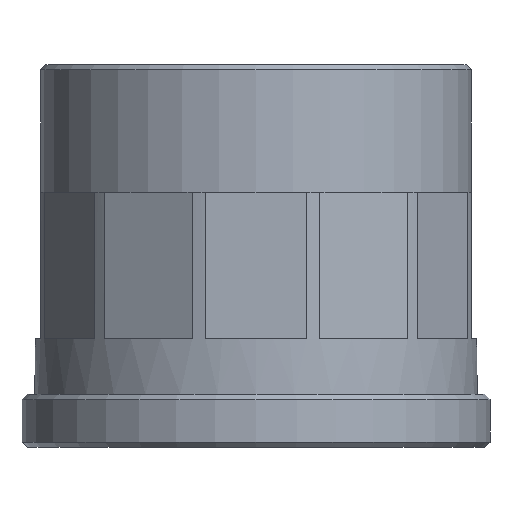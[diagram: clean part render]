
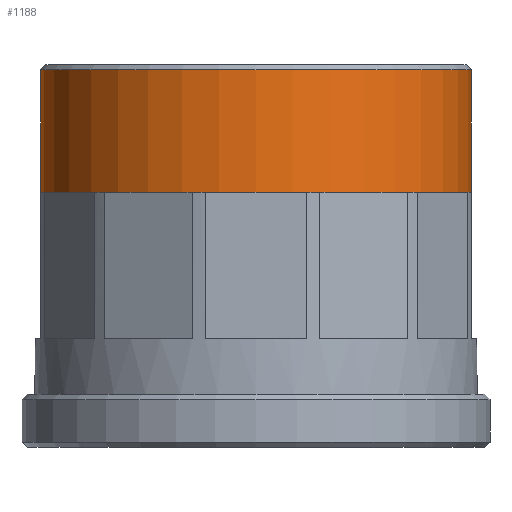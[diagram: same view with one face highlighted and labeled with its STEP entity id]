
A CAD part, front view. The second image highlights one B-rep face of the part: STEP entity #1188.
In plain terms, the highlighted cylindrical face has radius 20.25 mm (diameter 40.5 mm), a full revolution.
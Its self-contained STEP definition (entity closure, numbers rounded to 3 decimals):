
#84=FACE_OUTER_BOUND('',#155,.T.);
#155=EDGE_LOOP('',(#851,#852,#853,#854,#855,#856,#857,#858,#859,#860,#861,
#862,#863,#864,#865,#866));
#261=CIRCLE('',#1280,20.25);
#262=CIRCLE('',#1281,20.25);
#263=CIRCLE('',#1282,20.25);
#264=CIRCLE('',#1283,20.25);
#265=CIRCLE('',#1284,20.25);
#266=CIRCLE('',#1285,20.25);
#267=CIRCLE('',#1286,20.25);
#268=CIRCLE('',#1287,20.25);
#269=CIRCLE('',#1288,20.25);
#270=CIRCLE('',#1289,20.25);
#271=CIRCLE('',#1290,20.25);
#272=CIRCLE('',#1291,20.25);
#273=CIRCLE('',#1292,20.25);
#274=CIRCLE('',#1293,20.25);
#330=LINE('',#4298,#415);
#415=VECTOR('',#1451,20.25);
#525=VERTEX_POINT('',#4294);
#526=VERTEX_POINT('',#4295);
#527=VERTEX_POINT('',#4297);
#528=VERTEX_POINT('',#4299);
#529=VERTEX_POINT('',#4301);
#530=VERTEX_POINT('',#4303);
#531=VERTEX_POINT('',#4305);
#532=VERTEX_POINT('',#4307);
#533=VERTEX_POINT('',#4309);
#534=VERTEX_POINT('',#4311);
#535=VERTEX_POINT('',#4313);
#536=VERTEX_POINT('',#4315);
#537=VERTEX_POINT('',#4317);
#538=VERTEX_POINT('',#4319);
#655=EDGE_CURVE('',#525,#526,#261,.T.);
#656=EDGE_CURVE('',#526,#527,#330,.T.);
#657=EDGE_CURVE('',#528,#527,#262,.T.);
#658=EDGE_CURVE('',#529,#528,#263,.T.);
#659=EDGE_CURVE('',#530,#529,#264,.T.);
#660=EDGE_CURVE('',#531,#530,#265,.T.);
#661=EDGE_CURVE('',#532,#531,#266,.T.);
#662=EDGE_CURVE('',#533,#532,#267,.T.);
#663=EDGE_CURVE('',#534,#533,#268,.T.);
#664=EDGE_CURVE('',#535,#534,#269,.T.);
#665=EDGE_CURVE('',#536,#535,#270,.T.);
#666=EDGE_CURVE('',#537,#536,#271,.T.);
#667=EDGE_CURVE('',#538,#537,#272,.T.);
#668=EDGE_CURVE('',#527,#538,#273,.T.);
#669=EDGE_CURVE('',#526,#525,#274,.T.);
#851=ORIENTED_EDGE('',*,*,#655,.T.);
#852=ORIENTED_EDGE('',*,*,#656,.T.);
#853=ORIENTED_EDGE('',*,*,#657,.F.);
#854=ORIENTED_EDGE('',*,*,#658,.F.);
#855=ORIENTED_EDGE('',*,*,#659,.F.);
#856=ORIENTED_EDGE('',*,*,#660,.F.);
#857=ORIENTED_EDGE('',*,*,#661,.F.);
#858=ORIENTED_EDGE('',*,*,#662,.F.);
#859=ORIENTED_EDGE('',*,*,#663,.F.);
#860=ORIENTED_EDGE('',*,*,#664,.F.);
#861=ORIENTED_EDGE('',*,*,#665,.F.);
#862=ORIENTED_EDGE('',*,*,#666,.F.);
#863=ORIENTED_EDGE('',*,*,#667,.F.);
#864=ORIENTED_EDGE('',*,*,#668,.F.);
#865=ORIENTED_EDGE('',*,*,#656,.F.);
#866=ORIENTED_EDGE('',*,*,#669,.T.);
#1165=CYLINDRICAL_SURFACE('',#1279,20.25);
#1188=ADVANCED_FACE('',(#84),#1165,.T.);
#1279=AXIS2_PLACEMENT_3D('',#4293,#1447,#1448);
#1280=AXIS2_PLACEMENT_3D('',#4296,#1449,#1450);
#1281=AXIS2_PLACEMENT_3D('',#4300,#1452,#1453);
#1282=AXIS2_PLACEMENT_3D('',#4302,#1454,#1455);
#1283=AXIS2_PLACEMENT_3D('',#4304,#1456,#1457);
#1284=AXIS2_PLACEMENT_3D('',#4306,#1458,#1459);
#1285=AXIS2_PLACEMENT_3D('',#4308,#1460,#1461);
#1286=AXIS2_PLACEMENT_3D('',#4310,#1462,#1463);
#1287=AXIS2_PLACEMENT_3D('',#4312,#1464,#1465);
#1288=AXIS2_PLACEMENT_3D('',#4314,#1466,#1467);
#1289=AXIS2_PLACEMENT_3D('',#4316,#1468,#1469);
#1290=AXIS2_PLACEMENT_3D('',#4318,#1470,#1471);
#1291=AXIS2_PLACEMENT_3D('',#4320,#1472,#1473);
#1292=AXIS2_PLACEMENT_3D('',#4321,#1474,#1475);
#1293=AXIS2_PLACEMENT_3D('',#4322,#1476,#1477);
#1447=DIRECTION('center_axis',(0.,0.,1.));
#1448=DIRECTION('ref_axis',(0.,1.,0.));
#1449=DIRECTION('center_axis',(0.,0.,-1.));
#1450=DIRECTION('ref_axis',(0.,1.,0.));
#1451=DIRECTION('',(0.,0.,-1.));
#1452=DIRECTION('center_axis',(0.,0.,-1.));
#1453=DIRECTION('ref_axis',(0.,1.,0.));
#1454=DIRECTION('center_axis',(0.,0.,-1.));
#1455=DIRECTION('ref_axis',(0.,1.,0.));
#1456=DIRECTION('center_axis',(0.,0.,-1.));
#1457=DIRECTION('ref_axis',(0.,1.,0.));
#1458=DIRECTION('center_axis',(0.,0.,-1.));
#1459=DIRECTION('ref_axis',(0.,1.,0.));
#1460=DIRECTION('center_axis',(0.,0.,-1.));
#1461=DIRECTION('ref_axis',(0.,1.,0.));
#1462=DIRECTION('center_axis',(0.,0.,-1.));
#1463=DIRECTION('ref_axis',(0.,1.,0.));
#1464=DIRECTION('center_axis',(0.,0.,-1.));
#1465=DIRECTION('ref_axis',(0.,1.,0.));
#1466=DIRECTION('center_axis',(0.,0.,-1.));
#1467=DIRECTION('ref_axis',(0.,1.,0.));
#1468=DIRECTION('center_axis',(0.,0.,-1.));
#1469=DIRECTION('ref_axis',(0.,1.,0.));
#1470=DIRECTION('center_axis',(0.,0.,-1.));
#1471=DIRECTION('ref_axis',(0.,1.,0.));
#1472=DIRECTION('center_axis',(0.,0.,-1.));
#1473=DIRECTION('ref_axis',(0.,1.,0.));
#1474=DIRECTION('center_axis',(0.,0.,-1.));
#1475=DIRECTION('ref_axis',(0.,1.,0.));
#1476=DIRECTION('center_axis',(0.,0.,-1.));
#1477=DIRECTION('ref_axis',(0.,1.,0.));
#4293=CARTESIAN_POINT('Origin',(0.,0.,-0.5));
#4294=CARTESIAN_POINT('',(0.,20.25,35.));
#4295=CARTESIAN_POINT('',(0.,-20.25,35.));
#4296=CARTESIAN_POINT('Origin',(0.,0.,35.));
#4297=CARTESIAN_POINT('',(0.,-20.25,23.5));
#4298=CARTESIAN_POINT('',(0.,-20.25,-0.5));
#4299=CARTESIAN_POINT('',(10.125,-17.537,23.5));
#4300=CARTESIAN_POINT('Origin',(0.,0.,23.5));
#4301=CARTESIAN_POINT('',(17.537,-10.125,23.5));
#4302=CARTESIAN_POINT('Origin',(0.,0.,23.5));
#4303=CARTESIAN_POINT('',(20.25,0.,23.5));
#4304=CARTESIAN_POINT('Origin',(0.,0.,23.5));
#4305=CARTESIAN_POINT('',(17.537,10.125,23.5));
#4306=CARTESIAN_POINT('Origin',(0.,0.,23.5));
#4307=CARTESIAN_POINT('',(10.125,17.537,23.5));
#4308=CARTESIAN_POINT('Origin',(0.,0.,23.5));
#4309=CARTESIAN_POINT('',(0.,20.25,23.5));
#4310=CARTESIAN_POINT('Origin',(0.,0.,23.5));
#4311=CARTESIAN_POINT('',(-10.125,17.537,23.5));
#4312=CARTESIAN_POINT('Origin',(0.,0.,23.5));
#4313=CARTESIAN_POINT('',(-17.537,10.125,23.5));
#4314=CARTESIAN_POINT('Origin',(0.,0.,23.5));
#4315=CARTESIAN_POINT('',(-20.25,0.,23.5));
#4316=CARTESIAN_POINT('Origin',(0.,0.,23.5));
#4317=CARTESIAN_POINT('',(-17.537,-10.125,23.5));
#4318=CARTESIAN_POINT('Origin',(0.,0.,23.5));
#4319=CARTESIAN_POINT('',(-10.125,-17.537,23.5));
#4320=CARTESIAN_POINT('Origin',(0.,0.,23.5));
#4321=CARTESIAN_POINT('Origin',(0.,0.,23.5));
#4322=CARTESIAN_POINT('Origin',(0.,0.,35.));
